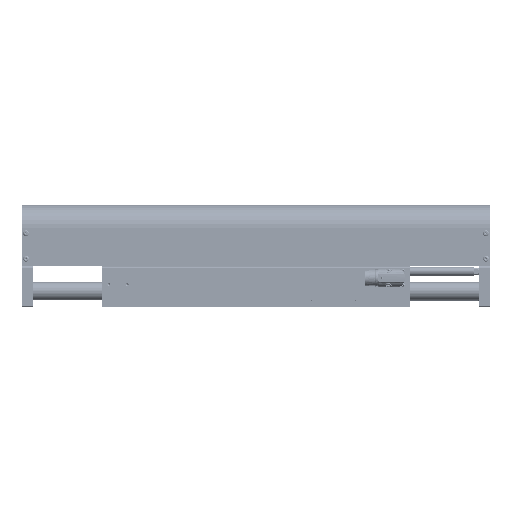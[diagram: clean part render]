
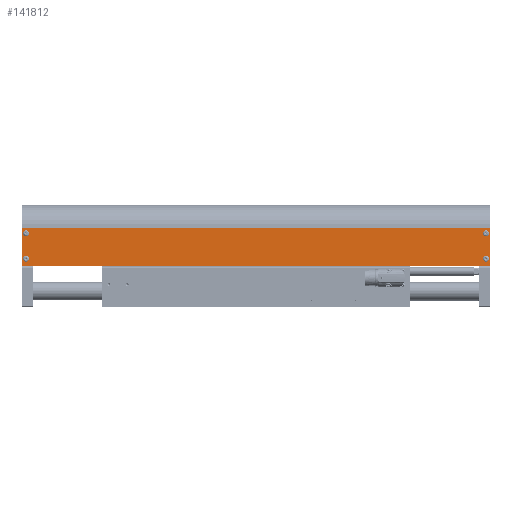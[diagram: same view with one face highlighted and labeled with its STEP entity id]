
A CAD part, top view. The second image highlights one B-rep face of the part: STEP entity #141812.
In plain terms, the highlighted face is planar.
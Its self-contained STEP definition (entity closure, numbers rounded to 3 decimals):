
#1612 = EDGE_CURVE ( 'NONE', #20383, #20383, #22241, .T. ) ;
#1870 = VERTEX_POINT ( 'NONE', #27740 ) ;
#4115 = VERTEX_POINT ( 'NONE', #159968 ) ;
#5639 = EDGE_CURVE ( 'NONE', #170979, #10372, #182373, .T. ) ;
#5778 = AXIS2_PLACEMENT_3D ( 'NONE', #127126, #49972, #158052 ) ;
#7218 = VECTOR ( 'NONE', #146458, 1000. ) ;
#8500 = CARTESIAN_POINT ( 'NONE',  ( -32., 0., 637. ) ) ;
#10372 = VERTEX_POINT ( 'NONE', #48946 ) ;
#10500 = CIRCLE ( 'NONE', #125379, 2.4 ) ;
#12630 = DIRECTION ( 'NONE',  ( 0., 0., -1. ) ) ;
#17223 = EDGE_LOOP ( 'NONE', ( #131997 ) ) ;
#18412 = DIRECTION ( 'NONE',  ( 0., 1., 0. ) ) ;
#20383 = VERTEX_POINT ( 'NONE', #95557 ) ;
#20680 = VERTEX_POINT ( 'NONE', #175077 ) ;
#22241 = CIRCLE ( 'NONE', #5778, 2.4 ) ;
#24163 = ORIENTED_EDGE ( 'NONE', *, *, #107017, .F. ) ;
#24551 = DIRECTION ( 'NONE',  ( 0., 0., 1. ) ) ;
#25034 = CARTESIAN_POINT ( 'NONE',  ( -32., -7., 634.4 ) ) ;
#27740 = CARTESIAN_POINT ( 'NONE',  ( -32., -51.5, 0. ) ) ;
#27794 = PLANE ( 'NONE',  #28526 ) ;
#28526 = AXIS2_PLACEMENT_3D ( 'NONE', #154255, #186184, #18412 ) ;
#32738 = ORIENTED_EDGE ( 'NONE', *, *, #79199, .F. ) ;
#37135 = DIRECTION ( 'NONE',  ( -1., 0., 0. ) ) ;
#48946 = CARTESIAN_POINT ( 'NONE',  ( -32., 0., 0. ) ) ;
#49972 = DIRECTION ( 'NONE',  ( -1., 0., 0. ) ) ;
#58679 = FACE_BOUND ( 'NONE', #185161, .T. ) ;
#59008 = CIRCLE ( 'NONE', #85303, 2.4 ) ;
#66364 = CARTESIAN_POINT ( 'NONE',  ( -32., 0., 0. ) ) ;
#71374 = ORIENTED_EDGE ( 'NONE', *, *, #5639, .T. ) ;
#74780 = EDGE_CURVE ( 'NONE', #20680, #20680, #10500, .T. ) ;
#74957 = DIRECTION ( 'NONE',  ( 0., -1., 0. ) ) ;
#75116 = EDGE_CURVE ( 'NONE', #10372, #1870, #192839, .T. ) ;
#75202 = FACE_BOUND ( 'NONE', #181158, .T. ) ;
#76111 = EDGE_LOOP ( 'NONE', ( #144015, #115437, #150743, #71374 ) ) ;
#78447 = EDGE_CURVE ( 'NONE', #1870, #4115, #189996, .T. ) ;
#79199 = EDGE_CURVE ( 'NONE', #121083, #121083, #159405, .T. ) ;
#85303 = AXIS2_PLACEMENT_3D ( 'NONE', #191598, #37135, #99929 ) ;
#91280 = CARTESIAN_POINT ( 'NONE',  ( -32., 0., 637. ) ) ;
#95557 = CARTESIAN_POINT ( 'NONE',  ( -32., -7., 7.4 ) ) ;
#97035 = VECTOR ( 'NONE', #129088, 1000. ) ;
#99929 = DIRECTION ( 'NONE',  ( 0., 0., 1. ) ) ;
#105067 = ORIENTED_EDGE ( 'NONE', *, *, #74780, .F. ) ;
#107017 = EDGE_CURVE ( 'NONE', #152523, #152523, #59008, .T. ) ;
#115437 = ORIENTED_EDGE ( 'NONE', *, *, #78447, .T. ) ;
#118078 = DIRECTION ( 'NONE',  ( -1., 0., 0. ) ) ;
#121083 = VERTEX_POINT ( 'NONE', #183929 ) ;
#121335 = FACE_BOUND ( 'NONE', #17223, .T. ) ;
#122773 = CARTESIAN_POINT ( 'NONE',  ( -32., -42., 5. ) ) ;
#125379 = AXIS2_PLACEMENT_3D ( 'NONE', #181902, #118078, #24551 ) ;
#126672 = CARTESIAN_POINT ( 'NONE',  ( -32., 0., 637. ) ) ;
#127126 = CARTESIAN_POINT ( 'NONE',  ( -32., -7., 5. ) ) ;
#129088 = DIRECTION ( 'NONE',  ( 0., 0., 1. ) ) ;
#131997 = ORIENTED_EDGE ( 'NONE', *, *, #1612, .F. ) ;
#132805 = VECTOR ( 'NONE', #12630, 1000. ) ;
#133121 = AXIS2_PLACEMENT_3D ( 'NONE', #122773, #185602, #170170 ) ;
#133954 = FACE_OUTER_BOUND ( 'NONE', #76111, .T. ) ;
#141577 = VECTOR ( 'NONE', #74957, 1000. ) ;
#141812 = ADVANCED_FACE ( 'NONE', ( #133954, #75202, #196850, #58679, #121335 ), #27794, .F. ) ;
#143593 = CARTESIAN_POINT ( 'NONE',  ( -32., -51.5, 637. ) ) ;
#144015 = ORIENTED_EDGE ( 'NONE', *, *, #75116, .T. ) ;
#146458 = DIRECTION ( 'NONE',  ( 0., -1., 0. ) ) ;
#150743 = ORIENTED_EDGE ( 'NONE', *, *, #161656, .F. ) ;
#152523 = VERTEX_POINT ( 'NONE', #25034 ) ;
#154255 = CARTESIAN_POINT ( 'NONE',  ( -32., 0., 637. ) ) ;
#158052 = DIRECTION ( 'NONE',  ( 0., 0., 1. ) ) ;
#159405 = CIRCLE ( 'NONE', #133121, 2.4 ) ;
#159968 = CARTESIAN_POINT ( 'NONE',  ( -32., -51.5, 637. ) ) ;
#161656 = EDGE_CURVE ( 'NONE', #170979, #4115, #170504, .T. ) ;
#170170 = DIRECTION ( 'NONE',  ( 0., 0., 1. ) ) ;
#170504 = LINE ( 'NONE', #91280, #141577 ) ;
#170979 = VERTEX_POINT ( 'NONE', #126672 ) ;
#175077 = CARTESIAN_POINT ( 'NONE',  ( -32., -42., 634.4 ) ) ;
#181158 = EDGE_LOOP ( 'NONE', ( #105067 ) ) ;
#181902 = CARTESIAN_POINT ( 'NONE',  ( -32., -42., 632. ) ) ;
#182373 = LINE ( 'NONE', #8500, #132805 ) ;
#183929 = CARTESIAN_POINT ( 'NONE',  ( -32., -42., 7.4 ) ) ;
#185161 = EDGE_LOOP ( 'NONE', ( #32738 ) ) ;
#185602 = DIRECTION ( 'NONE',  ( -1., 0., 0. ) ) ;
#186184 = DIRECTION ( 'NONE',  ( 1., 0., 0. ) ) ;
#189996 = LINE ( 'NONE', #143593, #97035 ) ;
#191598 = CARTESIAN_POINT ( 'NONE',  ( -32., -7., 632. ) ) ;
#192839 = LINE ( 'NONE', #66364, #7218 ) ;
#194305 = EDGE_LOOP ( 'NONE', ( #24163 ) ) ;
#196850 = FACE_BOUND ( 'NONE', #194305, .T. ) ;
